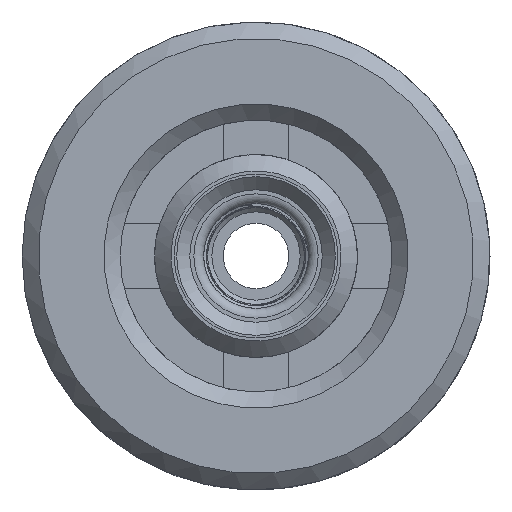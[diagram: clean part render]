
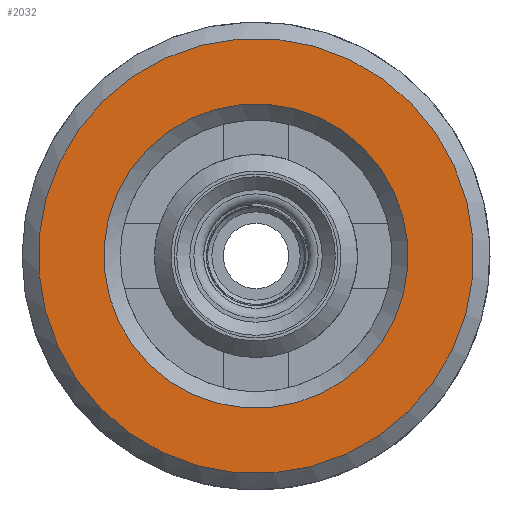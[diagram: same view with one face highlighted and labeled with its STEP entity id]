
A CAD part, front view. The second image highlights one B-rep face of the part: STEP entity #2032.
In plain terms, the highlighted planar face has unit normal (0, -1, 0).
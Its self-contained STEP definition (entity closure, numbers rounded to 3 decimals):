
#47=FACE_BOUND('',#305,.T.);
#81=PLANE('',#2215);
#188=FACE_OUTER_BOUND('',#304,.T.);
#304=EDGE_LOOP('',(#1737));
#305=EDGE_LOOP('',(#1738));
#375=CIRCLE('',#2214,4.65);
#376=CIRCLE('',#2216,6.65);
#886=VERTEX_POINT('',#18772);
#887=VERTEX_POINT('',#18776);
#1174=EDGE_CURVE('',#886,#886,#375,.T.);
#1175=EDGE_CURVE('',#887,#887,#376,.T.);
#1737=ORIENTED_EDGE('',*,*,#1175,.F.);
#1738=ORIENTED_EDGE('',*,*,#1174,.F.);
#2032=ADVANCED_FACE('',(#188,#47),#81,.T.);
#2214=AXIS2_PLACEMENT_3D('',#18774,#2638,#2639);
#2215=AXIS2_PLACEMENT_3D('',#18775,#2640,#2641);
#2216=AXIS2_PLACEMENT_3D('',#18777,#2642,#2643);
#2638=DIRECTION('center_axis',(0.,-1.,0.));
#2639=DIRECTION('ref_axis',(-1.,0.,0.));
#2640=DIRECTION('center_axis',(0.,-1.,0.));
#2641=DIRECTION('ref_axis',(0.,0.,
1.));
#2642=DIRECTION('center_axis',(0.,1.,0.));
#2643=DIRECTION('ref_axis',(-1.,0.,0.));
#18772=CARTESIAN_POINT('',(3.784,0.,2.702));
#18774=CARTESIAN_POINT('Origin',(0.,0.,
0.));
#18775=CARTESIAN_POINT('Origin',(6.65,0.,0.));
#18776=CARTESIAN_POINT('',(5.412,0.,-3.864));
#18777=CARTESIAN_POINT('Origin',(0.,0.,
0.));
